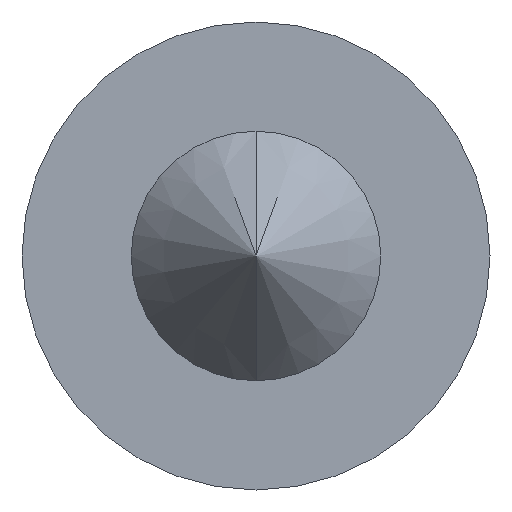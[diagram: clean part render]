
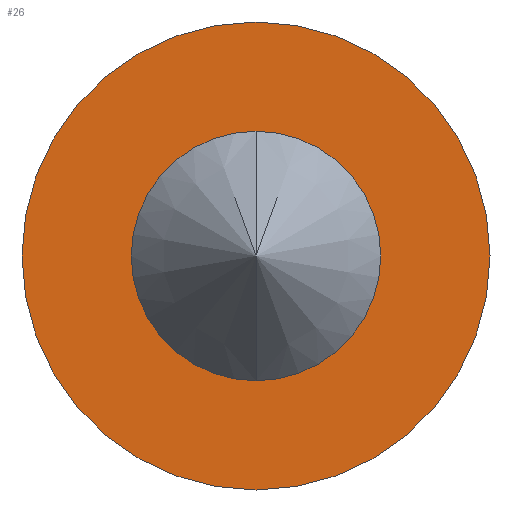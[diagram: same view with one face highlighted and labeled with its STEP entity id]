
A CAD part, front view. The second image highlights one B-rep face of the part: STEP entity #26.
In plain terms, the highlighted planar face has unit normal (0, -1, 0).
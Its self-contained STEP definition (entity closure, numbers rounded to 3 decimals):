
#26 = ADVANCED_FACE ( 'NONE', ( #383, #386 ), #723, .T. ) ;
#36 = CIRCLE ( 'NONE', #424, 7.5 ) ;
#37 = CIRCLE ( 'NONE', #417, 3.5 ) ;
#66 = EDGE_CURVE ( 'NONE', #593, #592, #37, .T. ) ;
#68 = EDGE_CURVE ( 'NONE', #320, #313, #36, .T. ) ;
#91 = EDGE_CURVE ( 'NONE', #592, #593, #798, .T. ) ;
#108 = EDGE_CURVE ( 'NONE', #313, #320, #809, .T. ) ;
#133 = CARTESIAN_POINT ( 'NONE',  ( 0., 0., 0. ) ) ;
#137 = DIRECTION ( 'NONE',  ( 0., 1., 0. ) ) ;
#138 = DIRECTION ( 'NONE',  ( 0., 0., -1. ) ) ;
#184 = CARTESIAN_POINT ( 'NONE',  ( 0., 0., 0. ) ) ;
#188 = DIRECTION ( 'NONE',  ( 0., 1., 0. ) ) ;
#242 = DIRECTION ( 'NONE',  ( 0., 1., 0. ) ) ;
#243 = DIRECTION ( 'NONE',  ( 0., 0., -1. ) ) ;
#244 = CARTESIAN_POINT ( 'NONE',  ( 0., 0., 0. ) ) ;
#248 = DIRECTION ( 'NONE',  ( 0., 1., 0. ) ) ;
#249 = DIRECTION ( 'NONE',  ( 0., 0., 1. ) ) ;
#313 = VERTEX_POINT ( 'NONE', #866 ) ;
#320 = VERTEX_POINT ( 'NONE', #871 ) ;
#383 = FACE_BOUND ( 'NONE', #594, .T. ) ;
#386 = FACE_OUTER_BOUND ( 'NONE', #597, .T. ) ;
#389 = AXIS2_PLACEMENT_3D ( 'NONE', #724, #725, #726 ) ;
#417 = AXIS2_PLACEMENT_3D ( 'NONE', #780, #242, #243 ) ;
#424 = AXIS2_PLACEMENT_3D ( 'NONE', #244, #248, #249 ) ;
#432 = AXIS2_PLACEMENT_3D ( 'NONE', #133, #137, #138 ) ;
#457 = AXIS2_PLACEMENT_3D ( 'NONE', #184, #188, #831 ) ;
#537 = ORIENTED_EDGE ( 'NONE', *, *, #91, .T. ) ;
#538 = ORIENTED_EDGE ( 'NONE', *, *, #66, .T. ) ;
#539 = ORIENTED_EDGE ( 'NONE', *, *, #68, .F. ) ;
#540 = ORIENTED_EDGE ( 'NONE', *, *, #108, .F. ) ;
#592 = VERTEX_POINT ( 'NONE', #894 ) ;
#593 = VERTEX_POINT ( 'NONE', #895 ) ;
#594 = EDGE_LOOP ( 'NONE', ( #537, #538 ) ) ;
#597 = EDGE_LOOP ( 'NONE', ( #540, #539 ) ) ;
#723 = PLANE ( 'NONE',  #389 ) ;
#724 = CARTESIAN_POINT ( 'NONE',  ( 0., 0., 3. ) ) ;
#725 = DIRECTION ( 'NONE',  ( 0., -1., 0. ) ) ;
#726 = DIRECTION ( 'NONE',  ( 0., 0., -1. ) ) ;
#780 = CARTESIAN_POINT ( 'NONE',  ( 0., 0., 0. ) ) ;
#798 = CIRCLE ( 'NONE', #432, 3.5 ) ;
#809 = CIRCLE ( 'NONE', #457, 7.5 ) ;
#831 = DIRECTION ( 'NONE',  ( 0., 0., 1. ) ) ;
#866 = CARTESIAN_POINT ( 'NONE',  ( 0., 0., 7.5 ) ) ;
#871 = CARTESIAN_POINT ( 'NONE',  ( 0., 0., -7.5 ) ) ;
#894 = CARTESIAN_POINT ( 'NONE',  ( 0., 0., -3.5 ) ) ;
#895 = CARTESIAN_POINT ( 'NONE',  ( 0., 0., 3.5 ) ) ;
